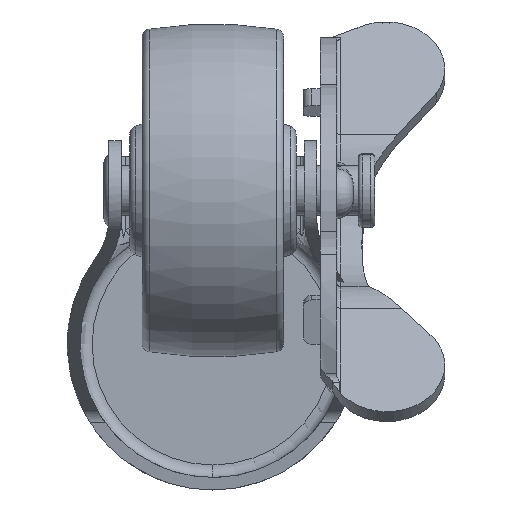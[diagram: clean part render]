
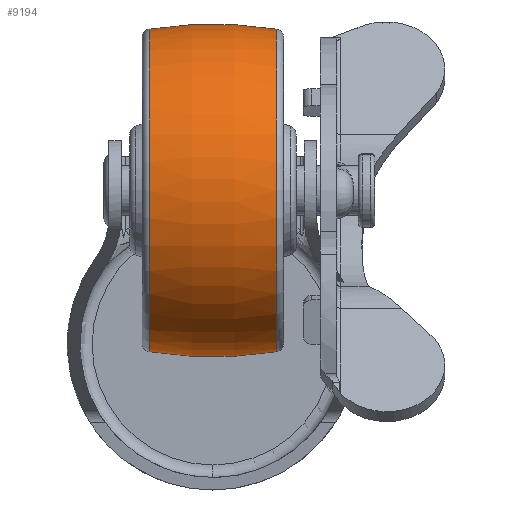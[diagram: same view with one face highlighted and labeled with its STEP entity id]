
A CAD part, front view. The second image highlights one B-rep face of the part: STEP entity #9194.
In plain terms, the highlighted toroidal (fillet/blend) face has major radius 28.542 mm and minor radius 48.542 mm.
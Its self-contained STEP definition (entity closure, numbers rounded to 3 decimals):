
#2172 = VERTEX_POINT ( 'NONE', #16141 ) ;
#2192 = VERTEX_POINT ( 'NONE', #2277 ) ;
#2277 = CARTESIAN_POINT ( 'NONE',  ( 7.658, 0., -19.392 ) ) ;
#2359 = EDGE_CURVE ( 'NONE', #2172, #3255, #6440, .T. ) ;
#2414 = EDGE_LOOP ( 'NONE', ( #16378, #4810, #15837, #16808 ) ) ;
#2585 = CARTESIAN_POINT ( 'NONE',  ( 0., 0., 0. ) ) ;
#3255 = VERTEX_POINT ( 'NONE', #15600 ) ;
#4810 = ORIENTED_EDGE ( 'NONE', *, *, #7923, .T. ) ;
#4998 = DIRECTION ( 'NONE',  ( 0., 1., 0. ) ) ;
#5586 = AXIS2_PLACEMENT_3D ( 'NONE', #11660, #10196, #6153 ) ;
#6153 = DIRECTION ( 'NONE',  ( 0., 0., 1. ) ) ;
#6440 = CIRCLE ( 'NONE', #16676, 19.392 ) ;
#6550 = DIRECTION ( 'NONE',  ( 0., 0., -1. ) ) ;
#6953 = CARTESIAN_POINT ( 'NONE',  ( -7.658, 0., 0. ) ) ;
#7923 = EDGE_CURVE ( 'NONE', #2192, #17214, #16153, .T. ) ;
#7927 = DIRECTION ( 'NONE',  ( 0., 0., 1. ) ) ;
#8362 = CARTESIAN_POINT ( 'NONE',  ( 0., 0., -28.542 ) ) ;
#8371 = FACE_OUTER_BOUND ( 'NONE', #2414, .T. ) ;
#8975 = EDGE_CURVE ( 'NONE', #2192, #2172, #12562, .T. ) ;
#9194 = ADVANCED_FACE ( 'NONE', ( #8371 ), #12352, .T. ) ;
#9485 = DIRECTION ( 'NONE',  ( 0., -1., 0. ) ) ;
#9862 = DIRECTION ( 'NONE',  ( 0., 0., 1. ) ) ;
#10196 = DIRECTION ( 'NONE',  ( -1., 0., 0. ) ) ;
#11077 = CIRCLE ( 'NONE', #13138, 48.542 ) ;
#11660 = CARTESIAN_POINT ( 'NONE',  ( 7.658, 0., 0. ) ) ;
#12352 = TOROIDAL_SURFACE ( 'NONE', #13815, -28.542, 48.542 ) ;
#12562 = CIRCLE ( 'NONE', #17535, 48.542 ) ;
#12599 = DIRECTION ( 'NONE',  ( -1., 0., 0. ) ) ;
#12641 = DIRECTION ( 'NONE',  ( -1., 0., 0. ) ) ;
#13138 = AXIS2_PLACEMENT_3D ( 'NONE', #8362, #9485, #6550 ) ;
#13815 = AXIS2_PLACEMENT_3D ( 'NONE', #2585, #12599, #9862 ) ;
#15600 = CARTESIAN_POINT ( 'NONE',  ( -7.658, 0., 19.392 ) ) ;
#15837 = ORIENTED_EDGE ( 'NONE', *, *, #16257, .T. ) ;
#16141 = CARTESIAN_POINT ( 'NONE',  ( -7.658, 0., -19.392 ) ) ;
#16153 = CIRCLE ( 'NONE', #5586, 19.392 ) ;
#16257 = EDGE_CURVE ( 'NONE', #17214, #3255, #11077, .T. ) ;
#16378 = ORIENTED_EDGE ( 'NONE', *, *, #8975, .F. ) ;
#16676 = AXIS2_PLACEMENT_3D ( 'NONE', #6953, #12641, #18044 ) ;
#16799 = CARTESIAN_POINT ( 'NONE',  ( 7.658, 0., 19.392 ) ) ;
#16808 = ORIENTED_EDGE ( 'NONE', *, *, #2359, .F. ) ;
#17214 = VERTEX_POINT ( 'NONE', #16799 ) ;
#17535 = AXIS2_PLACEMENT_3D ( 'NONE', #17832, #4998, #7927 ) ;
#17832 = CARTESIAN_POINT ( 'NONE',  ( 0., 0., 28.542 ) ) ;
#18044 = DIRECTION ( 'NONE',  ( 0., 0., 1. ) ) ;
